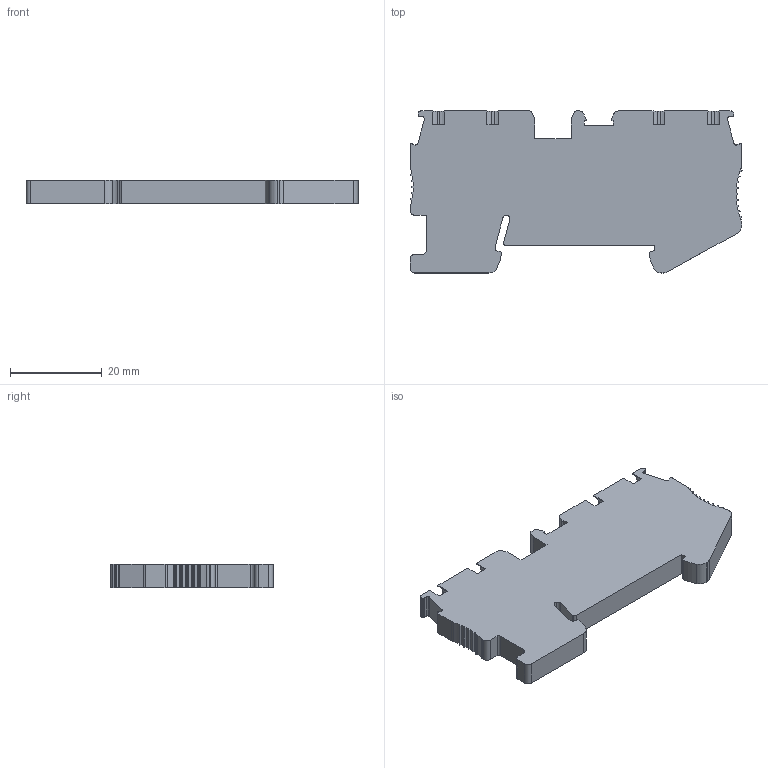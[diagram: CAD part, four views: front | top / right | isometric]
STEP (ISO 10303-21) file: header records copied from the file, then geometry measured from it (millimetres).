
FILE_DESCRIPTION(('SolidDesigner STEP Export'),'2;1');
FILE_NAME('3031319_st25quattro_bu_select.stp','2004-02-25T10:46:27',(''),(''),'OneSpaceDesigner STEP processor Version: 9.0 (March 2001)for AP203(Solid Model)','CoCreate OneSpaceDesigner: 11.50A 18-Jul-2002(C) CoCreate Software GmbH','');
FILE_SCHEMA(('CONFIG_CONTROL_DESIGN'));
Length unit declared in the file: millimetre
Products named in the file (2): 3031319_st25quattro_bu_select
Assembly tree (1 placements, depth 2):
  3031319_st25quattro_bu_select
    3031319_st25quattro_bu_select
Bounding box: 72.23 x 35.25 x 5.15 mm (x, y, z)
Volume: 10360.9 mm3; surface area: 5989.5 mm2
Topology: 1 solids, 1 shells, 238 faces, 696 edges, 464 vertices
Faces by surface type: plane 130, cylinder 108
Entity records: 9503 total; most frequent: ORIENTED_EDGE 1392, CARTESIAN_POINT 1287, DIRECTION 1172, EDGE_CURVE 696, VECTOR 474, LINE 474, VERTEX_POINT 464, AXIS2_PLACEMENT_3D 349
